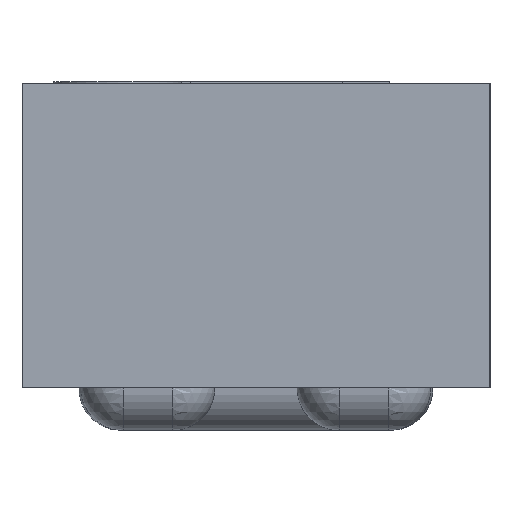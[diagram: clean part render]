
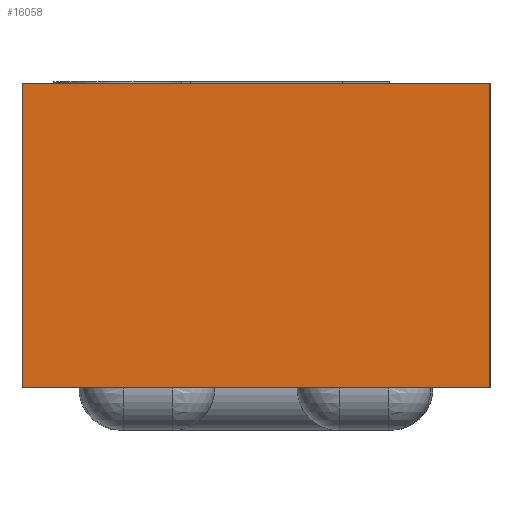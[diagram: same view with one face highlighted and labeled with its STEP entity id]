
A CAD part, left-side view. The second image highlights one B-rep face of the part: STEP entity #16058.
In plain terms, the highlighted planar face has unit normal (-1, 0, 0).
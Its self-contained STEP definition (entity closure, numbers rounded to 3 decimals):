
#16033 = VERTEX_POINT('',#16034);
#16034 = CARTESIAN_POINT('',(-0.87,-0.55,0.715));
#16040 = EDGE_CURVE('',#16041,#16033,#16043,.T.);
#16041 = VERTEX_POINT('',#16042);
#16042 = CARTESIAN_POINT('',(-0.87,-0.55,0.));
#16043 = LINE('',#16044,#16045);
#16044 = CARTESIAN_POINT('',(-0.87,-0.55,0.));
#16045 = VECTOR('',#16046,1.);
#16046 = DIRECTION('',(0.,0.,1.));
#16058 = ADVANCED_FACE('',(#16059),#16084,.T.);
#16059 = FACE_BOUND('',#16060,.T.);
#16060 = EDGE_LOOP('',(#16061,#16062,#16070,#16078));
#16061 = ORIENTED_EDGE('',*,*,#16040,.T.);
#16062 = ORIENTED_EDGE('',*,*,#16063,.T.);
#16063 = EDGE_CURVE('',#16033,#16064,#16066,.T.);
#16064 = VERTEX_POINT('',#16065);
#16065 = CARTESIAN_POINT('',(-0.87,0.55,0.715));
#16066 = LINE('',#16067,#16068);
#16067 = CARTESIAN_POINT('',(-0.87,-0.55,0.715));
#16068 = VECTOR('',#16069,1.);
#16069 = DIRECTION('',(0.,1.,0.));
#16070 = ORIENTED_EDGE('',*,*,#16071,.F.);
#16071 = EDGE_CURVE('',#16072,#16064,#16074,.T.);
#16072 = VERTEX_POINT('',#16073);
#16073 = CARTESIAN_POINT('',(-0.87,0.55,0.));
#16074 = LINE('',#16075,#16076);
#16075 = CARTESIAN_POINT('',(-0.87,0.55,0.));
#16076 = VECTOR('',#16077,1.);
#16077 = DIRECTION('',(0.,0.,1.));
#16078 = ORIENTED_EDGE('',*,*,#16079,.F.);
#16079 = EDGE_CURVE('',#16041,#16072,#16080,.T.);
#16080 = LINE('',#16081,#16082);
#16081 = CARTESIAN_POINT('',(-0.87,-0.55,0.));
#16082 = VECTOR('',#16083,1.);
#16083 = DIRECTION('',(0.,1.,0.));
#16084 = PLANE('',#16085);
#16085 = AXIS2_PLACEMENT_3D('',#16086,#16087,#16088);
#16086 = CARTESIAN_POINT('',(-0.87,-0.55,0.));
#16087 = DIRECTION('',(-1.,0.,0.));
#16088 = DIRECTION('',(0.,1.,0.));
